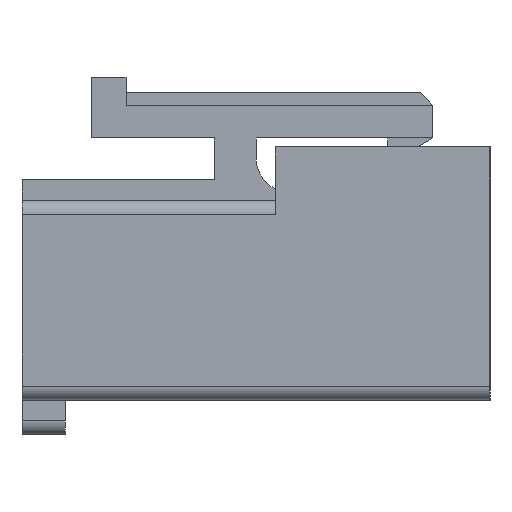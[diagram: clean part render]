
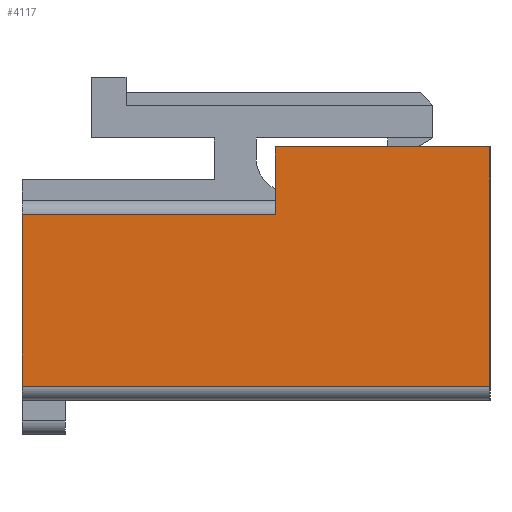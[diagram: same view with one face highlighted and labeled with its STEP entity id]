
A CAD part, left-side view. The second image highlights one B-rep face of the part: STEP entity #4117.
In plain terms, the highlighted planar face has unit normal (-1, 0, 0).
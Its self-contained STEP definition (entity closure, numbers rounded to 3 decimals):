
#98=DIRECTION('',(0.,0.,1.));
#99=VECTOR('',#98,6.9);
#100=CARTESIAN_POINT('',(-12.045,0.,-2.48));
#101=LINE('',#100,#99);
#514=DIRECTION('',(0.,0.,1.));
#515=VECTOR('',#514,4.96);
#516=CARTESIAN_POINT('',(-12.045,13.5,-2.48));
#517=LINE('',#516,#515);
#1083=DIRECTION('',(0.,-1.,0.));
#1084=VECTOR('',#1083,6.2);
#1085=CARTESIAN_POINT('',(-12.045,6.2,4.42));
#1086=LINE('',#1085,#1084);
#1128=DIRECTION('',(0.,-1.,0.));
#1129=VECTOR('',#1128,7.3);
#1130=CARTESIAN_POINT('',(-12.045,13.5,2.48));
#1131=LINE('',#1130,#1129);
#1132=DIRECTION('',(0.,0.,1.));
#1133=VECTOR('',#1132,1.94);
#1134=CARTESIAN_POINT('',(-12.045,6.2,2.48));
#1135=LINE('',#1134,#1133);
#1136=DIRECTION('',(0.,-1.,0.));
#1137=VECTOR('',#1136,13.5);
#1138=CARTESIAN_POINT('',(-12.045,13.5,-2.48));
#1139=LINE('',#1138,#1137);
#2409=CARTESIAN_POINT('',(-12.045,0.,-2.48));
#2411=VERTEX_POINT('',#2409);
#2413=CARTESIAN_POINT('',(-12.045,13.5,-2.48));
#2414=VERTEX_POINT('',#2413);
#2425=CARTESIAN_POINT('',(-12.045,13.5,2.48));
#2427=VERTEX_POINT('',#2425);
#2537=CARTESIAN_POINT('',(-12.045,6.2,4.42));
#2538=CARTESIAN_POINT('',(-12.045,0.,4.42));
#2539=VERTEX_POINT('',#2537);
#2540=VERTEX_POINT('',#2538);
#2559=CARTESIAN_POINT('',(-12.045,6.2,2.48));
#2560=VERTEX_POINT('',#2559);
#4101=CARTESIAN_POINT('',(-12.045,0.,-2.88));
#4102=DIRECTION('',(-1.,0.,0.));
#4103=DIRECTION('',(0.,0.,1.));
#4104=AXIS2_PLACEMENT_3D('',#4101,#4102,#4103);
#4105=PLANE('',#4104);
#4107=ORIENTED_EDGE('',*,*,#4106,.T.);
#4109=ORIENTED_EDGE('',*,*,#4108,.T.);
#4110=ORIENTED_EDGE('',*,*,#4011,.T.);
#4111=ORIENTED_EDGE('',*,*,#2934,.F.);
#4113=ORIENTED_EDGE('',*,*,#4112,.F.);
#4114=ORIENTED_EDGE('',*,*,#3464,.T.);
#4115=EDGE_LOOP('',(#4107,#4109,#4110,#4111,#4113,#4114));
#4116=FACE_OUTER_BOUND('',#4115,.F.);
#2934=EDGE_CURVE('',#2411,#2540,#101,.T.);
#3464=EDGE_CURVE('',#2414,#2427,#517,.T.);
#4011=EDGE_CURVE('',#2539,#2540,#1086,.T.);
#4106=EDGE_CURVE('',#2427,#2560,#1131,.T.);
#4108=EDGE_CURVE('',#2560,#2539,#1135,.T.);
#4112=EDGE_CURVE('',#2414,#2411,#1139,.T.);
#4117=ADVANCED_FACE('',(#4116),#4105,.T.);
